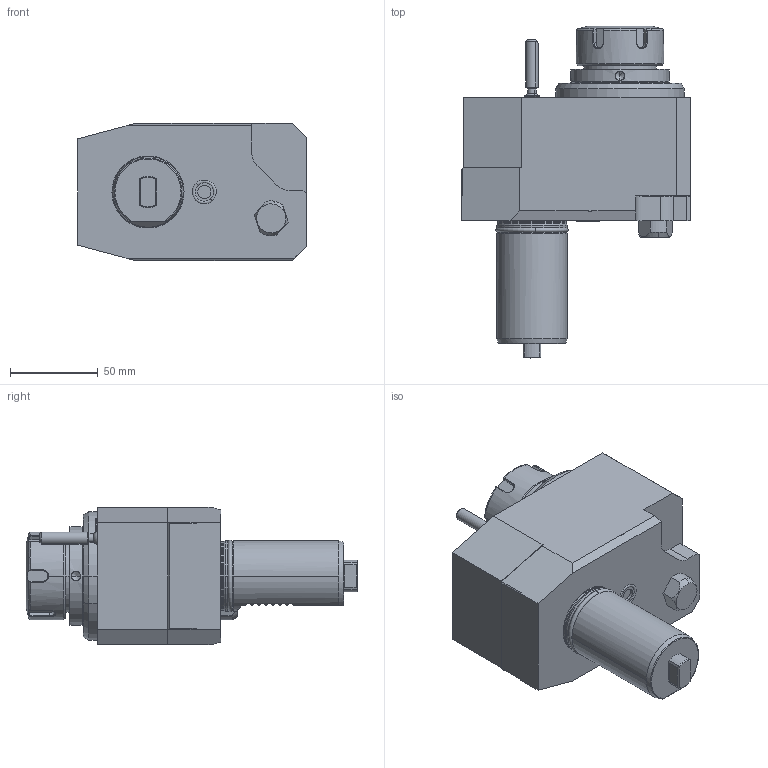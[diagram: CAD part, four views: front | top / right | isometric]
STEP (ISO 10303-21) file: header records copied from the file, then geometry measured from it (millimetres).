
FILE_DESCRIPTION((''),'2;1');
FILE_NAME('NGT1_40_221_32_1_2_130MZ3','2025-07-04T',('vali'),('NOVA GRUP'),'PRO/ENGINEER BY PARAMETRIC TECHNOLOGY CORPORATION, 2010280','PRO/ENGINEER BY PARAMETRIC TECHNOLOGY CORPORATION, 2010280','');
FILE_SCHEMA(('CONFIG_CONTROL_DESIGN'));
Length unit declared in the file: millimetre
Products named in the file (1): NGT1_40_221_32_1_2_130MZ3
Bounding box: 130 x 188.6 x 78 mm (x, y, z)
Volume: 849780.8 mm3; surface area: 69608 mm2
Topology: 1 solids, 1 shells, 270 faces, 692 edges, 434 vertices
Faces by surface type: plane 117, cylinder 68, cone 36, bspline 28, torus 19, sphere 2
Entity records: 11717 total; most frequent: CARTESIAN_POINT 5528, ORIENTED_EDGE 1368, DIRECTION 1131, EDGE_CURVE 684, VERTEX_POINT 434, AXIS2_PLACEMENT_3D 405, VECTOR 321, LINE 321
